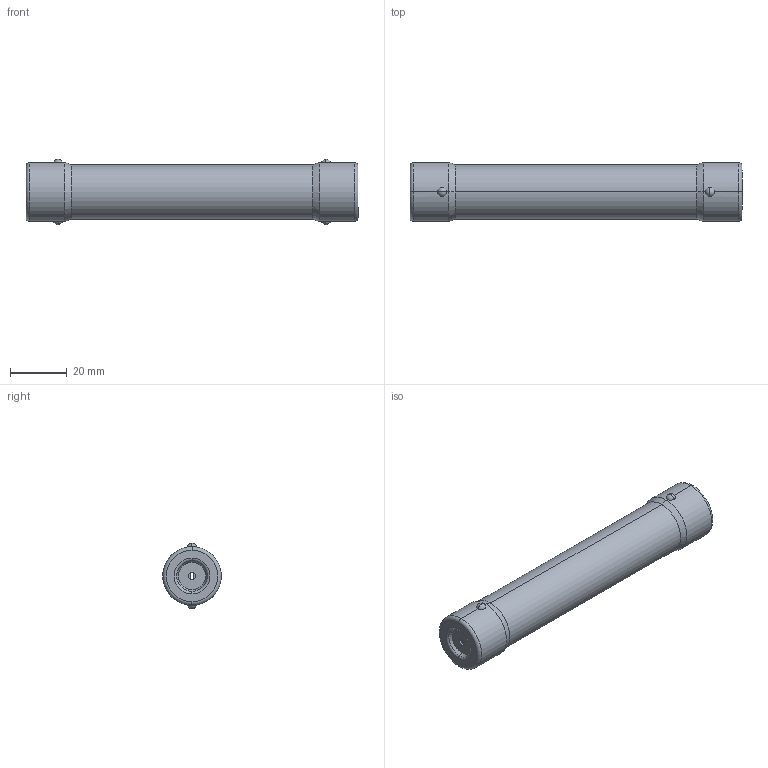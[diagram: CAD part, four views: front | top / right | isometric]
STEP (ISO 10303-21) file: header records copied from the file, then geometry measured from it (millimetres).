
FILE_DESCRIPTION (( 'STEP AP214' ), '1' );
FILE_NAME ('701742.STEP', '2024-01-04T20:06:28', ( '' ), ( '' ), 'SwSTEP 2.0', 'SolidWorks 2021', '' );
FILE_SCHEMA (( 'AUTOMOTIVE_DESIGN' ));
Length unit declared in the file: inch
Products named in the file (6): 701742; 105411_-02; 10028; 8068; 9932
Assembly tree (9 placements, depth 2):
  701742
    10028
    105411_-02
    105411_-02
    8068  x2
    9932  x4
Bounding box: 117.47 x 20.73 x 23.11 mm (x, y, z)
Volume: 12694.1 mm3; surface area: 18632.7 mm2
Topology: 9 solids, 9 shells, 278 faces, 684 edges, 416 vertices
Faces by surface type: bspline 104, plane 78, cylinder 52, torus 24, cone 12, sphere 8
Entity records: 6328 total; most frequent: CARTESIAN_POINT 3100, ORIENTED_EDGE 666, DIRECTION 562, EDGE_CURVE 333, AXIS2_PLACEMENT_3D 242, VERTEX_POINT 194, EDGE_LOOP 151, ADVANCED_FACE 138
